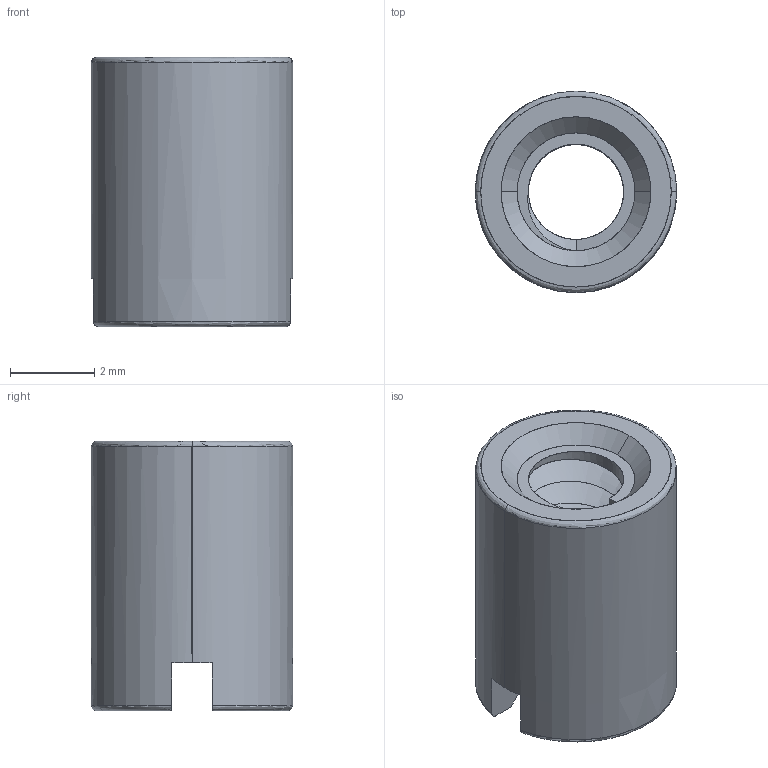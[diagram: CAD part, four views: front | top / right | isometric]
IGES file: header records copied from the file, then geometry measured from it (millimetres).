
Start section: SolidWorks IGES file using analytic representation for surfaces
Global section: file name: 18110r2.igs; native system: SolidWorks 2010; preprocessor: SolidWorks 2010; author: kkamath; date: 110705.132444; units: inch
Bounding box: 4.78 x 4.78 x 6.4 mm (x, y, z)
Surface area: 214.9 mm2 (no closed solid volume)
Topology: 0 solids, 0 shells, 46 faces, 851 edges, 850 vertices
Faces by surface type: revolution 26, bspline 20
